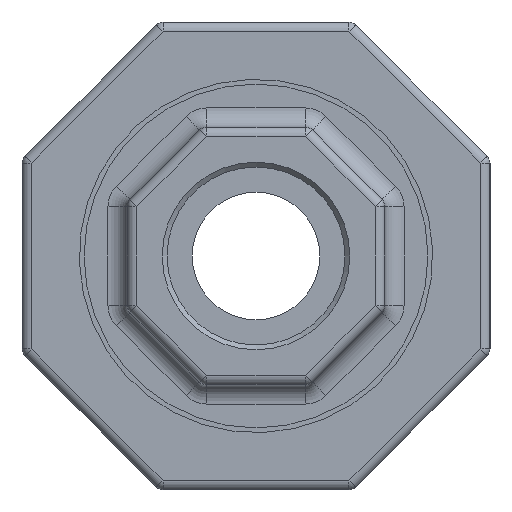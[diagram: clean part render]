
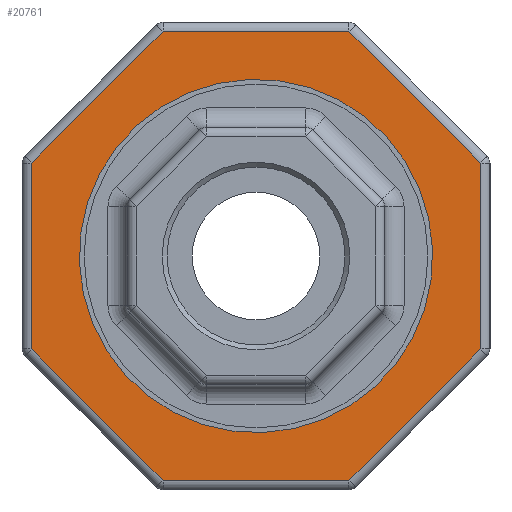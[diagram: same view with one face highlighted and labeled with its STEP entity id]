
A CAD part, left-side view. The second image highlights one B-rep face of the part: STEP entity #20761.
In plain terms, the highlighted planar face has unit normal (-1, 0, 0).
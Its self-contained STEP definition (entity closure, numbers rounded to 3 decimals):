
#1625=LINE('',#28945,#3014);
#1629=LINE('',#28964,#3018);
#1631=LINE('',#28980,#3020);
#1635=LINE('',#29012,#3024);
#1639=LINE('',#29032,#3028);
#1643=LINE('',#29038,#3032);
#1647=LINE('',#29044,#3036);
#1653=LINE('',#29054,#3042);
#3014=VECTOR('',#24676,19.468);
#3018=VECTOR('',#24700,19.468);
#3020=VECTOR('',#24720,19.468);
#3024=VECTOR('',#24760,19.468);
#3028=VECTOR('',#24784,19.468);
#3032=VECTOR('',#24792,19.468);
#3036=VECTOR('',#24800,19.468);
#3042=VECTOR('',#24814,19.468);
#4436=FACE_BOUND('',#6081,.T.);
#4848=FACE_OUTER_BOUND('',#6080,.T.);
#6080=EDGE_LOOP('',(#14039,#14040,#14041,#14042,#14043,#14044,#14045,#14046));
#6081=EDGE_LOOP('',(#14047));
#7415=CIRCLE('',#22316,18.5);
#8170=VERTEX_POINT('',#28925);
#8175=VERTEX_POINT('',#28938);
#8182=VERTEX_POINT('',#28960);
#8185=VERTEX_POINT('',#28973);
#8190=VERTEX_POINT('',#28992);
#8195=VERTEX_POINT('',#29005);
#8198=VERTEX_POINT('',#29018);
#8201=VERTEX_POINT('',#29025);
#8204=VERTEX_POINT('',#29076);
#10363=EDGE_CURVE('',#8175,#8170,#1625,.T.);
#10373=EDGE_CURVE('',#8170,#8182,#1629,.T.);
#10381=EDGE_CURVE('',#8185,#8175,#1631,.T.);
#10397=EDGE_CURVE('',#8195,#8185,#1635,.T.);
#10407=EDGE_CURVE('',#8201,#8195,#1639,.T.);
#10411=EDGE_CURVE('',#8198,#8201,#1643,.T.);
#10415=EDGE_CURVE('',#8190,#8198,#1647,.T.);
#10421=EDGE_CURVE('',#8182,#8190,#1653,.T.);
#10433=EDGE_CURVE('',#8204,#8204,#7415,.T.);
#14039=ORIENTED_EDGE('',*,*,#10363,.F.);
#14040=ORIENTED_EDGE('',*,*,#10381,.F.);
#14041=ORIENTED_EDGE('',*,*,#10397,.F.);
#14042=ORIENTED_EDGE('',*,*,#10407,.F.);
#14043=ORIENTED_EDGE('',*,*,#10411,.F.);
#14044=ORIENTED_EDGE('',*,*,#10415,.F.);
#14045=ORIENTED_EDGE('',*,*,#10421,.F.);
#14046=ORIENTED_EDGE('',*,*,#10373,.F.);
#14047=ORIENTED_EDGE('',*,*,#10433,.T.);
#18884=PLANE('',#22315);
#20761=ADVANCED_FACE('',(#4848,#4436),#18884,.F.);
#22315=AXIS2_PLACEMENT_3D('',#29075,#24844,#24845);
#22316=AXIS2_PLACEMENT_3D('',#29077,#24846,#24847);
#24676=DIRECTION('',(0.,0.707,-0.707));
#24700=DIRECTION('',(0.,1.,0.));
#24720=DIRECTION('',(0.,0.,-1.));
#24760=DIRECTION('',(0.,-0.707,-0.707));
#24784=DIRECTION('',(0.,-1.,0.));
#24792=DIRECTION('',(0.,-0.707,0.707));
#24800=DIRECTION('',(0.,0.,1.));
#24814=DIRECTION('',(0.,0.707,0.707));
#24844=DIRECTION('center_axis',(1.,0.,0.));
#24845=DIRECTION('ref_axis',(0.,-0.383,-0.924));
#24846=DIRECTION('center_axis',(1.,0.,0.));
#24847=DIRECTION('ref_axis',(0.,-0.383,-0.924));
#28925=CARTESIAN_POINT('',(-10.,-9.734,-23.5));
#28938=CARTESIAN_POINT('',(-10.,-23.5,-9.734));
#28945=CARTESIAN_POINT('',(-10.,-20.205,-13.029));
#28960=CARTESIAN_POINT('',(-10.,9.734,-23.5));
#28964=CARTESIAN_POINT('',(-10.,-5.074,-23.5));
#28973=CARTESIAN_POINT('',(-10.,-23.5,9.734));
#28980=CARTESIAN_POINT('',(-10.,-23.5,5.074));
#28992=CARTESIAN_POINT('',(-10.,23.5,-9.734));
#29005=CARTESIAN_POINT('',(-10.,-9.734,23.5));
#29012=CARTESIAN_POINT('',(-10.,-13.029,20.205));
#29018=CARTESIAN_POINT('',(-10.,23.5,9.734));
#29025=CARTESIAN_POINT('',(-10.,9.734,23.5));
#29032=CARTESIAN_POINT('',(-10.,5.074,23.5));
#29038=CARTESIAN_POINT('',(-10.,20.205,13.029));
#29044=CARTESIAN_POINT('',(-10.,23.5,-5.074));
#29054=CARTESIAN_POINT('',(-10.,13.029,-20.205));
#29075=CARTESIAN_POINT('Origin',(-10.,0.,0.));
#29076=CARTESIAN_POINT('',(-10.,7.08,17.092));
#29077=CARTESIAN_POINT('Origin',(-10.,0.,0.));
